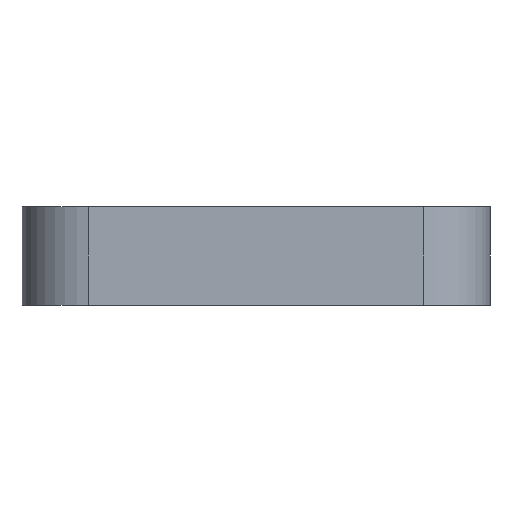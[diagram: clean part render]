
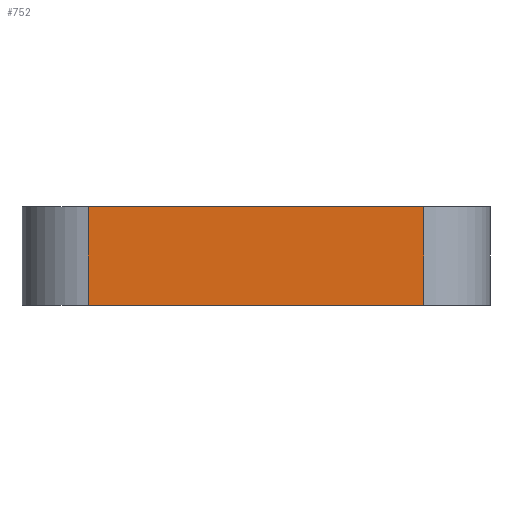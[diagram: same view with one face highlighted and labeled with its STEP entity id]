
A CAD part, front view. The second image highlights one B-rep face of the part: STEP entity #752.
In plain terms, the highlighted planar face has unit normal (0, -1, 0).
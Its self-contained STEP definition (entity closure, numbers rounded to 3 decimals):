
#10 = DIRECTION ( 'NONE',  ( 1., 0., 0. ) ) ;
#18 = CARTESIAN_POINT ( 'NONE',  ( 509.982, 538.185, 5.85 ) ) ;
#67 = EDGE_LOOP ( 'NONE', ( #438, #236, #961, #993 ) ) ;
#74 = CARTESIAN_POINT ( 'NONE',  ( 509.982, 538.185, 0. ) ) ;
#105 = CARTESIAN_POINT ( 'NONE',  ( 509.982, 538.185, 0. ) ) ;
#106 = EDGE_CURVE ( 'NONE', #297, #202, #120, .T. ) ;
#120 = LINE ( 'NONE', #74, #327 ) ;
#151 = CARTESIAN_POINT ( 'NONE',  ( 509.982, 538.185, 5.85 ) ) ;
#173 = LINE ( 'NONE', #901, #523 ) ;
#175 = VERTEX_POINT ( 'NONE', #593 ) ;
#202 = VERTEX_POINT ( 'NONE', #742 ) ;
#204 = EDGE_CURVE ( 'NONE', #447, #202, #173, .T. ) ;
#228 = PLANE ( 'NONE',  #281 ) ;
#236 = ORIENTED_EDGE ( 'NONE', *, *, #204, .F. ) ;
#281 = AXIS2_PLACEMENT_3D ( 'NONE', #151, #713, #789 ) ;
#297 = VERTEX_POINT ( 'NONE', #105 ) ;
#327 = VECTOR ( 'NONE', #942, 1000. ) ;
#413 = VECTOR ( 'NONE', #10, 1000. ) ;
#426 = EDGE_CURVE ( 'NONE', #175, #447, #617, .T. ) ;
#438 = ORIENTED_EDGE ( 'NONE', *, *, #106, .T. ) ;
#447 = VERTEX_POINT ( 'NONE', #506 ) ;
#506 = CARTESIAN_POINT ( 'NONE',  ( 529.982, 538.185, 5.85 ) ) ;
#523 = VECTOR ( 'NONE', #586, 1000. ) ;
#586 = DIRECTION ( 'NONE',  ( 0., 0., -1. ) ) ;
#593 = CARTESIAN_POINT ( 'NONE',  ( 509.982, 538.185, 5.85 ) ) ;
#617 = LINE ( 'NONE', #18, #413 ) ;
#713 = DIRECTION ( 'NONE',  ( 0., 1., 0. ) ) ;
#730 = CARTESIAN_POINT ( 'NONE',  ( 509.982, 538.185, 5.85 ) ) ;
#742 = CARTESIAN_POINT ( 'NONE',  ( 529.982, 538.185, 0. ) ) ;
#752 = ADVANCED_FACE ( 'NONE', ( #794 ), #228, .F. ) ;
#785 = VECTOR ( 'NONE', #810, 1000. ) ;
#789 = DIRECTION ( 'NONE',  ( 0., 0., 1. ) ) ;
#794 = FACE_OUTER_BOUND ( 'NONE', #67, .T. ) ;
#810 = DIRECTION ( 'NONE',  ( 0., 0., -1. ) ) ;
#901 = CARTESIAN_POINT ( 'NONE',  ( 529.982, 538.185, 5.85 ) ) ;
#927 = EDGE_CURVE ( 'NONE', #175, #297, #998, .T. ) ;
#942 = DIRECTION ( 'NONE',  ( 1., 0., 0. ) ) ;
#961 = ORIENTED_EDGE ( 'NONE', *, *, #426, .F. ) ;
#993 = ORIENTED_EDGE ( 'NONE', *, *, #927, .T. ) ;
#998 = LINE ( 'NONE', #730, #785 ) ;
